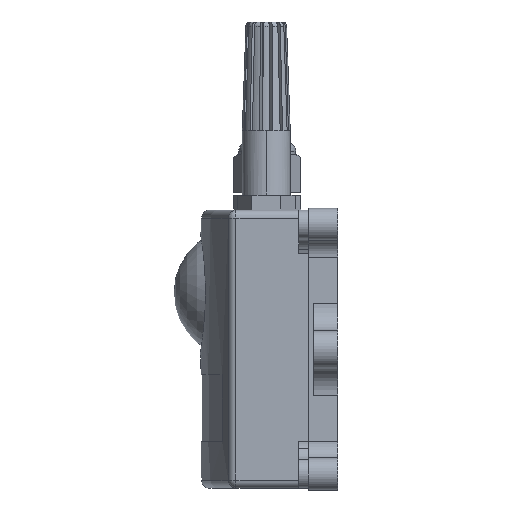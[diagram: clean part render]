
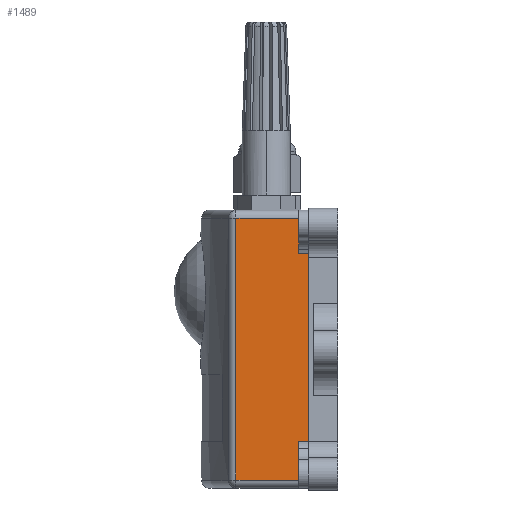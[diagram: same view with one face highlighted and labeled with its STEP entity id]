
A CAD part, left-side view. The second image highlights one B-rep face of the part: STEP entity #1489.
In plain terms, the highlighted planar face has unit normal (-1, 0, 0).
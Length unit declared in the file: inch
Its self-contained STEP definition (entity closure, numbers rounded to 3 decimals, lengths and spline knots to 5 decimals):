
#34 = CARTESIAN_POINT ( 'NONE',  ( -1.71228, 0.47244, 1.15293 ) ) ;
#197 = CARTESIAN_POINT ( 'NONE',  ( -1.71228, 0.47244, -1.1072 ) ) ;
#303 = ORIENTED_EDGE ( 'NONE', *, *, #11480, .T. ) ;
#485 = CARTESIAN_POINT ( 'NONE',  ( -1.71228, -2.87345, 1.57291 ) ) ;
#487 = AXIS2_PLACEMENT_3D ( 'NONE', #2192, #9154, #2136 ) ;
#895 = DIRECTION ( 'NONE',  ( 0., 1., 0. ) ) ;
#1290 = DIRECTION ( 'NONE',  ( 0., 1., 0. ) ) ;
#1358 = ORIENTED_EDGE ( 'NONE', *, *, #6809, .T. ) ;
#1392 = VERTEX_POINT ( 'NONE', #197 ) ;
#1489 = ADVANCED_FACE ( 'NONE', ( #9213 ), #10190, .F. ) ;
#1870 = CARTESIAN_POINT ( 'NONE',  ( -1.71228, 0.35, -1.1072 ) ) ;
#1882 = CARTESIAN_POINT ( 'NONE',  ( -1.71228, 1.22591, 1.57291 ) ) ;
#2135 = EDGE_CURVE ( 'NONE', #2732, #6628, #10353, .T. ) ;
#2136 = DIRECTION ( 'NONE',  ( 0., 0., -1. ) ) ;
#2192 = CARTESIAN_POINT ( 'NONE',  ( -1.71228, -2.87345, -1.67291 ) ) ;
#2268 = VERTEX_POINT ( 'NONE', #1882 ) ;
#2439 = EDGE_CURVE ( 'NONE', #2268, #2732, #5695, .T. ) ;
#2560 = LINE ( 'NONE', #4319, #4268 ) ;
#2564 = EDGE_CURVE ( 'NONE', #4673, #1392, #4040, .T. ) ;
#2732 = VERTEX_POINT ( 'NONE', #9049 ) ;
#2841 = EDGE_CURVE ( 'NONE', #6149, #2268, #7580, .T. ) ;
#2913 = ORIENTED_EDGE ( 'NONE', *, *, #2841, .T. ) ;
#3023 = VECTOR ( 'NONE', #1290, 39.37008 ) ;
#3429 = LINE ( 'NONE', #7879, #10196 ) ;
#3762 = CARTESIAN_POINT ( 'NONE',  ( -1.71228, 1.22591, -1.67291 ) ) ;
#3968 = CARTESIAN_POINT ( 'NONE',  ( -1.71228, 0.47244, -1.67291 ) ) ;
#4040 = LINE ( 'NONE', #11154, #3023 ) ;
#4116 = CARTESIAN_POINT ( 'NONE',  ( -1.71228, -2.87345, -1.57291 ) ) ;
#4268 = VECTOR ( 'NONE', #5369, 39.37008 ) ;
#4319 = CARTESIAN_POINT ( 'NONE',  ( -1.71228, 0.35, 1.15293 ) ) ;
#4437 = ORIENTED_EDGE ( 'NONE', *, *, #2135, .T. ) ;
#4641 = DIRECTION ( 'NONE',  ( 0., 0., -1. ) ) ;
#4673 = VERTEX_POINT ( 'NONE', #1870 ) ;
#4953 = VECTOR ( 'NONE', #7738, 39.37008 ) ;
#5123 = VERTEX_POINT ( 'NONE', #34 ) ;
#5297 = ORIENTED_EDGE ( 'NONE', *, *, #8431, .F. ) ;
#5322 = CARTESIAN_POINT ( 'NONE',  ( -1.71228, 0.35, 1.15293 ) ) ;
#5369 = DIRECTION ( 'NONE',  ( 0., 0., 1. ) ) ;
#5558 = ORIENTED_EDGE ( 'NONE', *, *, #8779, .F. ) ;
#5612 = CARTESIAN_POINT ( 'NONE',  ( -1.71228, 0.47244, -1.57291 ) ) ;
#5695 = LINE ( 'NONE', #3762, #7882 ) ;
#5838 = VECTOR ( 'NONE', #11185, 39.37008 ) ;
#5988 = DIRECTION ( 'NONE',  ( 0., 0., -1. ) ) ;
#6149 = VERTEX_POINT ( 'NONE', #10409 ) ;
#6628 = VERTEX_POINT ( 'NONE', #5612 ) ;
#6809 = EDGE_CURVE ( 'NONE', #9777, #5123, #3429, .T. ) ;
#6919 = CARTESIAN_POINT ( 'NONE',  ( -1.71228, 0.47244, -1.67291 ) ) ;
#7529 = DIRECTION ( 'NONE',  ( 0., 0., -1. ) ) ;
#7580 = LINE ( 'NONE', #485, #5838 ) ;
#7738 = DIRECTION ( 'NONE',  ( 0., -1., 0. ) ) ;
#7831 = VECTOR ( 'NONE', #7529, 39.37008 ) ;
#7879 = CARTESIAN_POINT ( 'NONE',  ( -1.71228, -2.04756, 1.15293 ) ) ;
#7882 = VECTOR ( 'NONE', #4641, 39.37008 ) ;
#8408 = LINE ( 'NONE', #3968, #7831 ) ;
#8431 = EDGE_CURVE ( 'NONE', #6149, #5123, #10402, .T. ) ;
#8779 = EDGE_CURVE ( 'NONE', #1392, #6628, #8408, .T. ) ;
#9040 = EDGE_LOOP ( 'NONE', ( #9133, #4437, #5558, #11149, #303, #1358, #5297, #2913 ) ) ;
#9049 = CARTESIAN_POINT ( 'NONE',  ( -1.71228, 1.22591, -1.57291 ) ) ;
#9133 = ORIENTED_EDGE ( 'NONE', *, *, #2439, .T. ) ;
#9154 = DIRECTION ( 'NONE',  ( 1., 0., 0. ) ) ;
#9213 = FACE_OUTER_BOUND ( 'NONE', #9040, .T. ) ;
#9658 = VECTOR ( 'NONE', #5988, 39.37008 ) ;
#9777 = VERTEX_POINT ( 'NONE', #5322 ) ;
#10190 = PLANE ( 'NONE',  #487 ) ;
#10196 = VECTOR ( 'NONE', #895, 39.37008 ) ;
#10353 = LINE ( 'NONE', #4116, #4953 ) ;
#10402 = LINE ( 'NONE', #6919, #9658 ) ;
#10409 = CARTESIAN_POINT ( 'NONE',  ( -1.71228, 0.47244, 1.57291 ) ) ;
#11149 = ORIENTED_EDGE ( 'NONE', *, *, #2564, .F. ) ;
#11154 = CARTESIAN_POINT ( 'NONE',  ( -1.71228, -2.04756, -1.1072 ) ) ;
#11185 = DIRECTION ( 'NONE',  ( 0., 1., 0. ) ) ;
#11480 = EDGE_CURVE ( 'NONE', #4673, #9777, #2560, .T. ) ;
